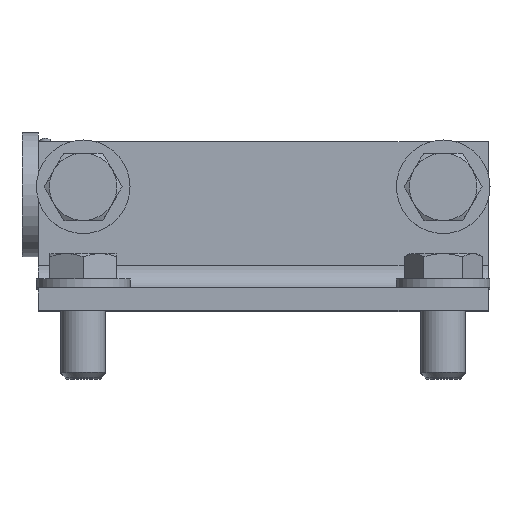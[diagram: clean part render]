
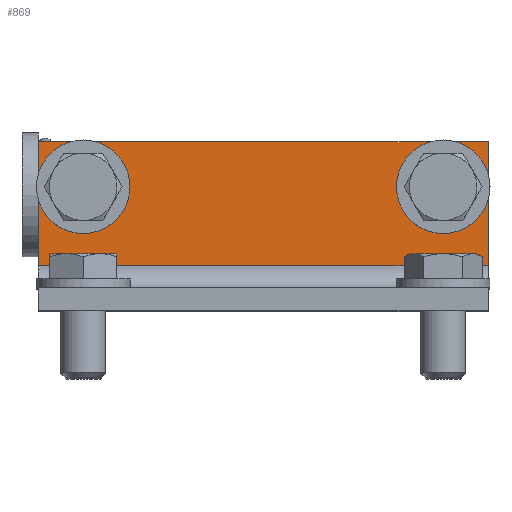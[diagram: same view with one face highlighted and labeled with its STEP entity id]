
A CAD part, top view. The second image highlights one B-rep face of the part: STEP entity #869.
In plain terms, the highlighted face is planar.
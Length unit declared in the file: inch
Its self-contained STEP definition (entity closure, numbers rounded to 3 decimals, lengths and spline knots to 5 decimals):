
#90=FACE_BOUND('',#191,.T.);
#91=FACE_BOUND('',#192,.T.);
#103=PLANE('',#1015);
#138=FACE_OUTER_BOUND('',#190,.T.);
#190=EDGE_LOOP('',(#649,#650,#651,#652));
#191=EDGE_LOOP('',(#653));
#192=EDGE_LOOP('',(#654));
#255=LINE('',#1436,#317);
#257=LINE('',#1442,#319);
#259=LINE('',#1446,#321);
#260=LINE('',#1447,#322);
#317=VECTOR('',#1155,0.3937);
#319=VECTOR('',#1161,0.3937);
#321=VECTOR('',#1165,0.3937);
#322=VECTOR('',#1166,0.3937);
#367=CIRCLE('',#996,0.1405);
#369=CIRCLE('',#999,0.1405);
#412=VERTEX_POINT('',#1388);
#414=VERTEX_POINT('',#1394);
#429=VERTEX_POINT('',#1433);
#430=VERTEX_POINT('',#1435);
#432=VERTEX_POINT('',#1440);
#433=VERTEX_POINT('',#1445);
#492=EDGE_CURVE('',#412,#412,#367,.T.);
#495=EDGE_CURVE('',#414,#414,#369,.T.);
#515=EDGE_CURVE('',#429,#430,#255,.T.);
#518=EDGE_CURVE('',#432,#429,#257,.T.);
#520=EDGE_CURVE('',#432,#433,#259,.T.);
#521=EDGE_CURVE('',#430,#433,#260,.T.);
#649=ORIENTED_EDGE('',*,*,#518,.F.);
#650=ORIENTED_EDGE('',*,*,#520,.T.);
#651=ORIENTED_EDGE('',*,*,#521,.F.);
#652=ORIENTED_EDGE('',*,*,#515,.F.);
#653=ORIENTED_EDGE('',*,*,#492,.T.);
#654=ORIENTED_EDGE('',*,*,#495,.T.);
#869=ADVANCED_FACE('',(#138,#90,#91),#103,.T.);
#996=AXIS2_PLACEMENT_3D('',#1389,#1109,#1110);
#999=AXIS2_PLACEMENT_3D('',#1395,#1116,#1117);
#1015=AXIS2_PLACEMENT_3D('',#1444,#1163,#1164);
#1109=DIRECTION('center_axis',(0.,0.,1.));
#1110=DIRECTION('ref_axis',(1.,0.,0.));
#1116=DIRECTION('center_axis',(0.,0.,1.));
#1117=DIRECTION('ref_axis',(1.,0.,0.));
#1155=DIRECTION('',(0.,1.,0.));
#1161=DIRECTION('',(1.,0.,0.));
#1163=DIRECTION('center_axis',(0.,0.,-1.));
#1164=DIRECTION('ref_axis',(-1.,0.,0.));
#1165=DIRECTION('',(0.,1.,0.));
#1166=DIRECTION('',(-1.,0.,0.));
#1388=CARTESIAN_POINT('',(0.1095,0.688,-0.125));
#1389=CARTESIAN_POINT('Origin',(0.25,0.688,-0.125));
#1394=CARTESIAN_POINT('',(2.1095,0.688,-0.125));
#1395=CARTESIAN_POINT('Origin',(2.25,0.688,-0.125));
#1433=CARTESIAN_POINT('',(2.5,0.25,-0.125));
#1435=CARTESIAN_POINT('',(2.5,0.938,-0.125));
#1436=CARTESIAN_POINT('',(2.5,0.125,-0.125));
#1440=CARTESIAN_POINT('',(0.,0.25,-0.125));
#1442=CARTESIAN_POINT('',(1.875,0.25,-0.125));
#1444=CARTESIAN_POINT('Origin',(2.5,0.125,-0.125));
#1445=CARTESIAN_POINT('',(0.,0.938,-0.125));
#1446=CARTESIAN_POINT('',(0.,0.125,-0.125));
#1447=CARTESIAN_POINT('',(2.5,0.938,-0.125));
